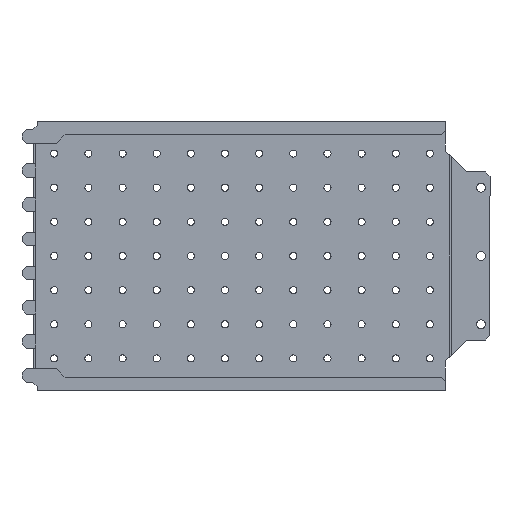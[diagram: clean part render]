
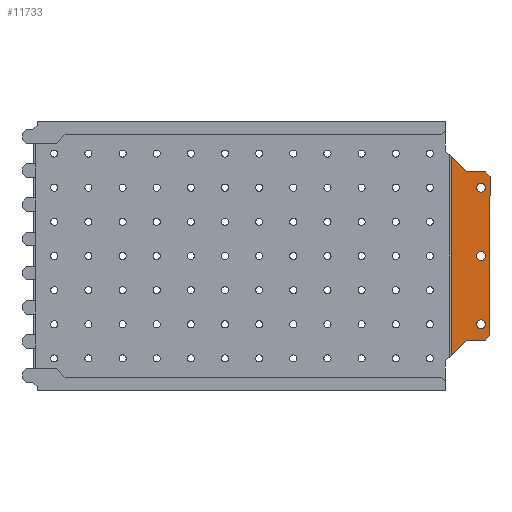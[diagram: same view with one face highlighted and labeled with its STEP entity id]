
A CAD part, front view. The second image highlights one B-rep face of the part: STEP entity #11733.
In plain terms, the highlighted planar face has unit normal (0, -1, 0).
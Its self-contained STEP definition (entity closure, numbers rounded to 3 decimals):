
#706 = B_SPLINE_CURVE_WITH_KNOTS ( 'NONE', 3,
 ( #24575, #3224, #26493, #7391 ),
 .UNSPECIFIED., .F., .F.,
 ( 4, 4 ),
 ( 0.002, 0.002 ),
 .UNSPECIFIED. ) ;
#1270 = LINE ( 'NONE', #22233, #5142 ) ;
#1518 = ORIENTED_EDGE ( 'NONE', *, *, #12138, .F. ) ;
#1548 = CARTESIAN_POINT ( 'NONE',  ( 153.703, -375.085, -74.808 ) ) ;
#1633 = AXIS2_PLACEMENT_3D ( 'NONE', #21810, #26104, #26255 ) ;
#1730 = CARTESIAN_POINT ( 'NONE',  ( 153.496, -375.085, 69.199 ) ) ;
#2409 = ORIENTED_EDGE ( 'NONE', *, *, #9212, .F. ) ;
#2624 = CARTESIAN_POINT ( 'NONE',  ( 175., -375.085, -6.25 ) ) ;
#2637 = CARTESIAN_POINT ( 'NONE',  ( 181.5, -375.085, -61.512 ) ) ;
#3016 = CIRCLE ( 'NONE', #1633, 3.25 ) ;
#3049 = AXIS2_PLACEMENT_3D ( 'NONE', #19847, #24201, #22082 ) ;
#3114 = DIRECTION ( 'NONE',  ( 0.707, 0., -0.707 ) ) ;
#3224 = CARTESIAN_POINT ( 'NONE',  ( 153.637, -375.085, 68.94 ) ) ;
#3459 = AXIS2_PLACEMENT_3D ( 'NONE', #4439, #22008, #15431 ) ;
#3574 = FACE_BOUND ( 'NONE', #16021, .T. ) ;
#3707 = FACE_BOUND ( 'NONE', #8646, .T. ) ;
#3763 = CARTESIAN_POINT ( 'NONE',  ( 178.5, -375.085, 58.512 ) ) ;
#4439 = CARTESIAN_POINT ( 'NONE',  ( 175., -375.085, -3. ) ) ;
#4550 = DIRECTION ( 'NONE',  ( -1., 0., 0. ) ) ;
#4625 = ORIENTED_EDGE ( 'NONE', *, *, #14294, .F. ) ;
#4971 = VERTEX_POINT ( 'NONE', #2637 ) ;
#5129 = B_SPLINE_CURVE_WITH_KNOTS ( 'NONE', 3,
 ( #13569, #16090, #26271, #7187 ),
 .UNSPECIFIED., .F., .F.,
 ( 4, 4 ),
 ( 0.002, 0.002 ),
 .UNSPECIFIED. ) ;
#5142 = VECTOR ( 'NONE', #3114, 1000. ) ;
#5193 = CARTESIAN_POINT ( 'NONE',  ( 181.5, -375.085, -61.512 ) ) ;
#5685 = ORIENTED_EDGE ( 'NONE', *, *, #25931, .F. ) ;
#5955 = DIRECTION ( 'NONE',  ( 0., -1., 0. ) ) ;
#6024 = DIRECTION ( 'NONE',  ( -1., 0., 0. ) ) ;
#6175 = EDGE_CURVE ( 'NONE', #13098, #14172, #5129, .T. ) ;
#6575 = CIRCLE ( 'NONE', #3459, 3.25 ) ;
#6589 = VECTOR ( 'NONE', #21724, 1000. ) ;
#6607 = CIRCLE ( 'NONE', #3049, 3.25 ) ;
#6640 = EDGE_LOOP ( 'NONE', ( #15271, #25088 ) ) ;
#6814 = CARTESIAN_POINT ( 'NONE',  ( 178.5, -375.085, -64.512 ) ) ;
#6966 = VERTEX_POINT ( 'NONE', #23601 ) ;
#7187 = CARTESIAN_POINT ( 'NONE',  ( 153.496, -375.085, -75.199 ) ) ;
#7330 = EDGE_CURVE ( 'NONE', #12775, #9411, #8358, .T. ) ;
#7391 = CARTESIAN_POINT ( 'NONE',  ( 153.496, -375.085, 69.199 ) ) ;
#7497 = AXIS2_PLACEMENT_3D ( 'NONE', #23686, #21844, #4550 ) ;
#7628 = PLANE ( 'NONE',  #21379 ) ;
#7651 = ORIENTED_EDGE ( 'NONE', *, *, #16196, .F. ) ;
#8358 = CIRCLE ( 'NONE', #22211, 3.25 ) ;
#8567 = ORIENTED_EDGE ( 'NONE', *, *, #22142, .T. ) ;
#8613 = CARTESIAN_POINT ( 'NONE',  ( 153.496, -375.085, -75.199 ) ) ;
#8622 = EDGE_CURVE ( 'NONE', #9451, #23906, #6575, .T. ) ;
#8639 = ORIENTED_EDGE ( 'NONE', *, *, #6175, .F. ) ;
#8646 = EDGE_LOOP ( 'NONE', ( #4625, #11345 ) ) ;
#8899 = LINE ( 'NONE', #6814, #6589 ) ;
#9164 = CARTESIAN_POINT ( 'NONE',  ( 175., -375.085, -53.012 ) ) ;
#9212 = EDGE_CURVE ( 'NONE', #13251, #15786, #12141, .T. ) ;
#9246 = VECTOR ( 'NONE', #21952, 1000. ) ;
#9404 = ORIENTED_EDGE ( 'NONE', *, *, #7330, .F. ) ;
#9411 = VERTEX_POINT ( 'NONE', #15323 ) ;
#9451 = VERTEX_POINT ( 'NONE', #2624 ) ;
#9477 = ORIENTED_EDGE ( 'NONE', *, *, #25937, .F. ) ;
#9500 = CARTESIAN_POINT ( 'NONE',  ( 153.703, -375.085, 68.808 ) ) ;
#9506 = CARTESIAN_POINT ( 'NONE',  ( 153.703, -375.085, -74.808 ) ) ;
#9713 = FACE_OUTER_BOUND ( 'NONE', #24704, .T. ) ;
#9780 = VECTOR ( 'NONE', #24419, 1000. ) ;
#10182 = DIRECTION ( 'NONE',  ( 1., 0., 0. ) ) ;
#10273 = VERTEX_POINT ( 'NONE', #26330 ) ;
#10514 = EDGE_CURVE ( 'NONE', #6966, #20293, #22640, .T. ) ;
#10678 = DIRECTION ( 'NONE',  ( 0., 0., -1. ) ) ;
#11137 = DIRECTION ( 'NONE',  ( 0., -1., 0. ) ) ;
#11345 = ORIENTED_EDGE ( 'NONE', *, *, #10514, .F. ) ;
#11541 = CARTESIAN_POINT ( 'NONE',  ( 181.5, -375.085, 55.512 ) ) ;
#11598 = LINE ( 'NONE', #9506, #15981 ) ;
#11733 = ADVANCED_FACE ( 'NONE', ( #26733, #3574, #3707, #9713 ), #7628, .T. ) ;
#11809 = CARTESIAN_POINT ( 'NONE',  ( 0.146, -375.085, 0. ) ) ;
#11944 = DIRECTION ( 'NONE',  ( -1., 0., 0. ) ) ;
#12032 = EDGE_CURVE ( 'NONE', #15786, #21643, #1270, .T. ) ;
#12041 = VERTEX_POINT ( 'NONE', #20151 ) ;
#12138 = EDGE_CURVE ( 'NONE', #10273, #12041, #20972, .T. ) ;
#12141 = LINE ( 'NONE', #3763, #22675 ) ;
#12775 = VERTEX_POINT ( 'NONE', #17736 ) ;
#13098 = VERTEX_POINT ( 'NONE', #1548 ) ;
#13251 = VERTEX_POINT ( 'NONE', #23840 ) ;
#13381 = ORIENTED_EDGE ( 'NONE', *, *, #24631, .F. ) ;
#13569 = CARTESIAN_POINT ( 'NONE',  ( 153.703, -375.085, -74.808 ) ) ;
#13582 = VERTEX_POINT ( 'NONE', #1730 ) ;
#14172 = VERTEX_POINT ( 'NONE', #8613 ) ;
#14294 = EDGE_CURVE ( 'NONE', #20293, #6966, #23473, .T. ) ;
#14819 = DIRECTION ( 'NONE',  ( 0., -1., 0. ) ) ;
#14964 = ORIENTED_EDGE ( 'NONE', *, *, #25745, .F. ) ;
#15129 = EDGE_CURVE ( 'NONE', #21643, #4971, #15799, .T. ) ;
#15271 = ORIENTED_EDGE ( 'NONE', *, *, #27199, .F. ) ;
#15323 = CARTESIAN_POINT ( 'NONE',  ( 175., -375.085, 50.262 ) ) ;
#15431 = DIRECTION ( 'NONE',  ( -1., 0., 0. ) ) ;
#15599 = DIRECTION ( 'NONE',  ( -1., 0., 0. ) ) ;
#15786 = VERTEX_POINT ( 'NONE', #21726 ) ;
#15799 = LINE ( 'NONE', #5193, #19508 ) ;
#15981 = VECTOR ( 'NONE', #18002, 1000. ) ;
#15985 = DIRECTION ( 'NONE',  ( -1., 0., 0. ) ) ;
#16021 = EDGE_LOOP ( 'NONE', ( #9477, #9404 ) ) ;
#16090 = CARTESIAN_POINT ( 'NONE',  ( 153.637, -375.085, -74.94 ) ) ;
#16196 = EDGE_CURVE ( 'NONE', #14172, #13582, #27003, .T. ) ;
#16636 = LINE ( 'NONE', #19577, #9246 ) ;
#17736 = CARTESIAN_POINT ( 'NONE',  ( 175., -375.085, 43.762 ) ) ;
#18002 = DIRECTION ( 'NONE',  ( -0.707, 0., -0.707 ) ) ;
#18327 = ORIENTED_EDGE ( 'NONE', *, *, #12032, .F. ) ;
#19449 = AXIS2_PLACEMENT_3D ( 'NONE', #9164, #11137, #15599 ) ;
#19508 = VECTOR ( 'NONE', #10678, 1000. ) ;
#19577 = CARTESIAN_POINT ( 'NONE',  ( 164., -375.085, 58.512 ) ) ;
#19847 = CARTESIAN_POINT ( 'NONE',  ( 175., -375.085, -3. ) ) ;
#20151 = CARTESIAN_POINT ( 'NONE',  ( 164., -375.085, -64.512 ) ) ;
#20186 = CARTESIAN_POINT ( 'NONE',  ( 175., -375.085, 0.25 ) ) ;
#20293 = VERTEX_POINT ( 'NONE', #22928 ) ;
#20972 = LINE ( 'NONE', #23211, #25200 ) ;
#21379 = AXIS2_PLACEMENT_3D ( 'NONE', #11809, #5955, #11944 ) ;
#21643 = VERTEX_POINT ( 'NONE', #11541 ) ;
#21724 = DIRECTION ( 'NONE',  ( -0.707, 0., -0.707 ) ) ;
#21726 = CARTESIAN_POINT ( 'NONE',  ( 178.5, -375.085, 58.512 ) ) ;
#21810 = CARTESIAN_POINT ( 'NONE',  ( 175., -375.085, 47.012 ) ) ;
#21844 = DIRECTION ( 'NONE',  ( 0., -1., 0. ) ) ;
#21952 = DIRECTION ( 'NONE',  ( 0.707, 0., -0.707 ) ) ;
#22008 = DIRECTION ( 'NONE',  ( 0., -1., 0. ) ) ;
#22082 = DIRECTION ( 'NONE',  ( -1., 0., 0. ) ) ;
#22133 = VERTEX_POINT ( 'NONE', #9500 ) ;
#22142 = EDGE_CURVE ( 'NONE', #22133, #13582, #706, .T. ) ;
#22211 = AXIS2_PLACEMENT_3D ( 'NONE', #22544, #14819, #15985 ) ;
#22233 = CARTESIAN_POINT ( 'NONE',  ( 181.5, -375.085, 55.512 ) ) ;
#22544 = CARTESIAN_POINT ( 'NONE',  ( 175., -375.085, 47.012 ) ) ;
#22640 = CIRCLE ( 'NONE', #7497, 3.25 ) ;
#22675 = VECTOR ( 'NONE', #10182, 1000. ) ;
#22738 = CARTESIAN_POINT ( 'NONE',  ( 153.496, -375.085, 0. ) ) ;
#22928 = CARTESIAN_POINT ( 'NONE',  ( 175., -375.085, -49.762 ) ) ;
#23211 = CARTESIAN_POINT ( 'NONE',  ( 164., -375.085, -64.512 ) ) ;
#23473 = CIRCLE ( 'NONE', #19449, 3.25 ) ;
#23601 = CARTESIAN_POINT ( 'NONE',  ( 175., -375.085, -56.262 ) ) ;
#23686 = CARTESIAN_POINT ( 'NONE',  ( 175., -375.085, -53.012 ) ) ;
#23840 = CARTESIAN_POINT ( 'NONE',  ( 164., -375.085, 58.512 ) ) ;
#23906 = VERTEX_POINT ( 'NONE', #20186 ) ;
#24201 = DIRECTION ( 'NONE',  ( 0., -1., 0. ) ) ;
#24419 = DIRECTION ( 'NONE',  ( 0., 0., 1. ) ) ;
#24575 = CARTESIAN_POINT ( 'NONE',  ( 153.703, -375.085, 68.808 ) ) ;
#24631 = EDGE_CURVE ( 'NONE', #12041, #13098, #11598, .T. ) ;
#24704 = EDGE_LOOP ( 'NONE', ( #5685, #8567, #7651, #8639, #13381, #1518, #14964, #24897, #18327, #2409 ) ) ;
#24897 = ORIENTED_EDGE ( 'NONE', *, *, #15129, .F. ) ;
#25088 = ORIENTED_EDGE ( 'NONE', *, *, #8622, .F. ) ;
#25200 = VECTOR ( 'NONE', #6024, 1000. ) ;
#25745 = EDGE_CURVE ( 'NONE', #4971, #10273, #8899, .T. ) ;
#25931 = EDGE_CURVE ( 'NONE', #22133, #13251, #16636, .T. ) ;
#25937 = EDGE_CURVE ( 'NONE', #9411, #12775, #3016, .T. ) ;
#26104 = DIRECTION ( 'NONE',  ( 0., -1., 0. ) ) ;
#26255 = DIRECTION ( 'NONE',  ( -1., 0., 0. ) ) ;
#26271 = CARTESIAN_POINT ( 'NONE',  ( 153.571, -375.085, -75.072 ) ) ;
#26330 = CARTESIAN_POINT ( 'NONE',  ( 178.5, -375.085, -64.512 ) ) ;
#26493 = CARTESIAN_POINT ( 'NONE',  ( 153.571, -375.085, 69.072 ) ) ;
#26733 = FACE_BOUND ( 'NONE', #6640, .T. ) ;
#27003 = LINE ( 'NONE', #22738, #9780 ) ;
#27199 = EDGE_CURVE ( 'NONE', #23906, #9451, #6607, .T. ) ;
